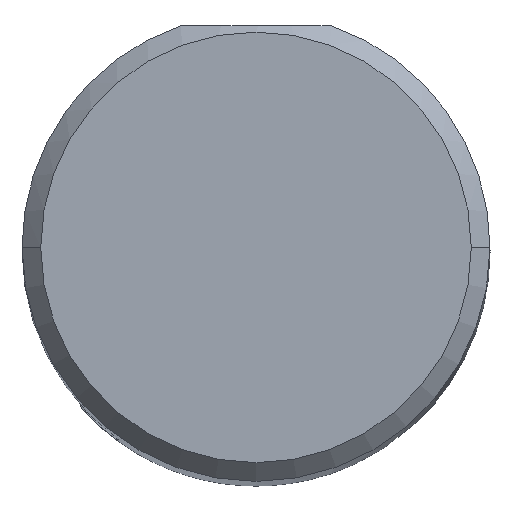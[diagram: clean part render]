
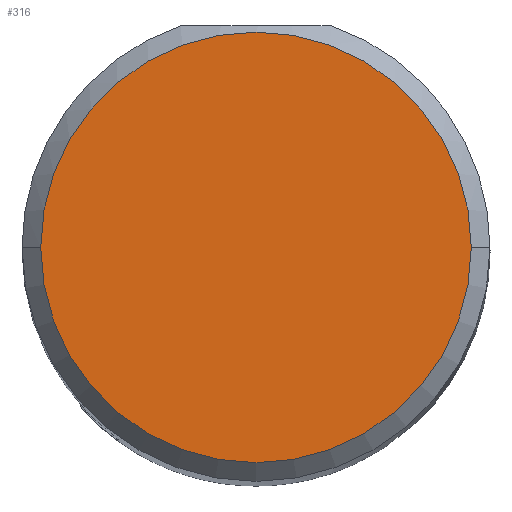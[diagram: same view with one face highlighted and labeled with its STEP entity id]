
A CAD part, top view. The second image highlights one B-rep face of the part: STEP entity #316.
In plain terms, the highlighted planar face has unit normal (0, 0, 1).
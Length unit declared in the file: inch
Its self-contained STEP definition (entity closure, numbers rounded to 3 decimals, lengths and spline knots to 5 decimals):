
#29 = DIRECTION ( 'NONE',  ( 1., 0., 0. ) ) ;
#74 = CIRCLE ( 'NONE', #718, 0.1725 ) ;
#83 = CARTESIAN_POINT ( 'NONE',  ( 0.1725, 0., 2.5 ) ) ;
#101 = ORIENTED_EDGE ( 'NONE', *, *, #710, .T. ) ;
#135 = DIRECTION ( 'NONE',  ( 0., 0., 1. ) ) ;
#201 = DIRECTION ( 'NONE',  ( 1., 0., 0. ) ) ;
#299 = FACE_OUTER_BOUND ( 'NONE', #443, .T. ) ;
#301 = ORIENTED_EDGE ( 'NONE', *, *, #327, .T. ) ;
#316 = ADVANCED_FACE ( 'NONE', ( #299 ), #474, .T. ) ;
#326 = CARTESIAN_POINT ( 'NONE',  ( -0.1725, 0., 2.5 ) ) ;
#327 = EDGE_CURVE ( 'NONE', #377, #693, #527, .T. ) ;
#376 = CARTESIAN_POINT ( 'NONE',  ( 0., 0., 2.5 ) ) ;
#377 = VERTEX_POINT ( 'NONE', #326 ) ;
#380 = DIRECTION ( 'NONE',  ( 0., 0., 1. ) ) ;
#443 = EDGE_LOOP ( 'NONE', ( #301, #101 ) ) ;
#474 = PLANE ( 'NONE',  #508 ) ;
#508 = AXIS2_PLACEMENT_3D ( 'NONE', #709, #135, #29 ) ;
#527 = CIRCLE ( 'NONE', #733, 0.1725 ) ;
#605 = DIRECTION ( 'NONE',  ( 0., 0., 1. ) ) ;
#607 = DIRECTION ( 'NONE',  ( 1., 0., 0. ) ) ;
#693 = VERTEX_POINT ( 'NONE', #83 ) ;
#709 = CARTESIAN_POINT ( 'NONE',  ( 0., 0., 2.5 ) ) ;
#710 = EDGE_CURVE ( 'NONE', #693, #377, #74, .T. ) ;
#718 = AXIS2_PLACEMENT_3D ( 'NONE', #724, #380, #607 ) ;
#724 = CARTESIAN_POINT ( 'NONE',  ( 0., 0., 2.5 ) ) ;
#733 = AXIS2_PLACEMENT_3D ( 'NONE', #376, #605, #201 ) ;
